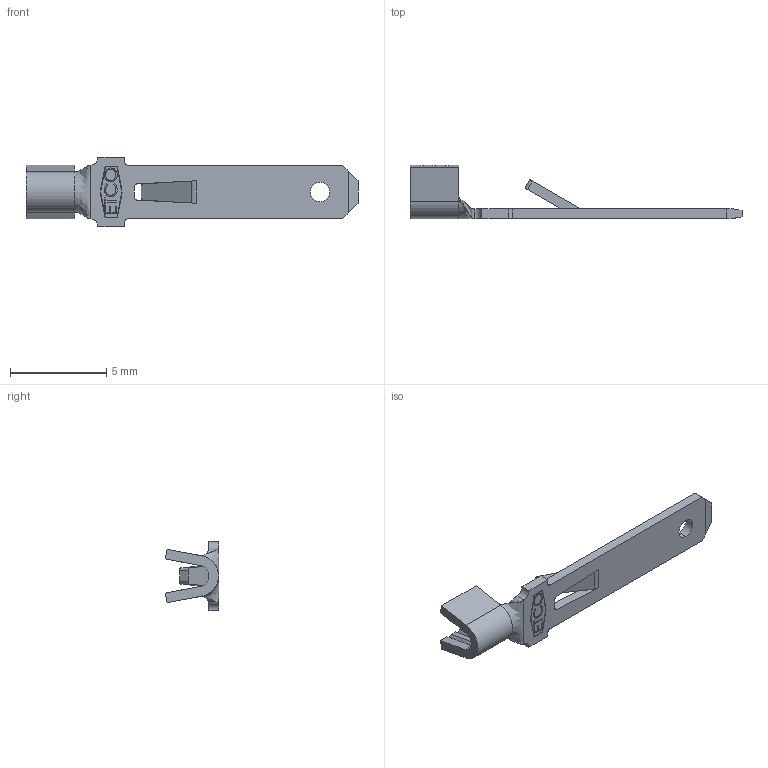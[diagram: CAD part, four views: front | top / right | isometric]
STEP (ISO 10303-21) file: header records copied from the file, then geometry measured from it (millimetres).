
FILE_DESCRIPTION (( 'STEP AP203' ), '1' );
FILE_NAME ('07925.STEP', '2015-01-29T16:04:30', ( '' ), ( '' ), 'SwSTEP 2.0', 'SolidWorks 2014', '' );
FILE_SCHEMA (( 'CONFIG_CONTROL_DESIGN' ));
Length unit declared in the file: inch
Products named in the file (1): 07925
Bounding box: 17.27 x 2.77 x 3.61 mm (x, y, z)
Volume: 27.8 mm3; surface area: 146.5 mm2
Topology: 1 solids, 1 shells, 140 faces, 382 edges, 250 vertices
Faces by surface type: plane 93, bspline 23, cylinder 18, cone 6
Entity records: 5922 total; most frequent: CARTESIAN_POINT 2458, ORIENTED_EDGE 764, DIRECTION 592, EDGE_CURVE 382, LINE 286, VECTOR 286, VERTEX_POINT 250, AXIS2_PLACEMENT_3D 153
